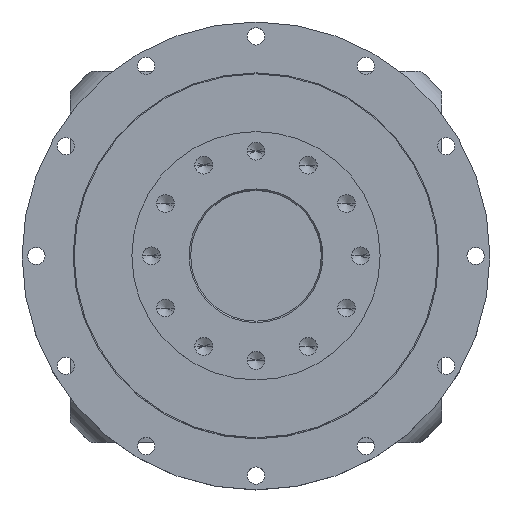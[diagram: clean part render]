
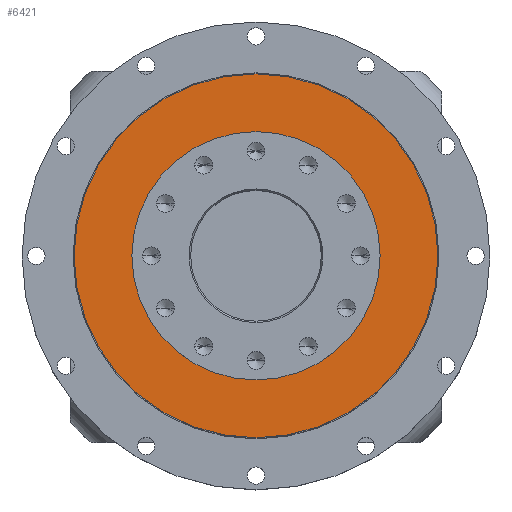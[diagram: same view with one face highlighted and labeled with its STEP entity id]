
A CAD part, top view. The second image highlights one B-rep face of the part: STEP entity #6421.
In plain terms, the highlighted planar face has unit normal (0, 0, 1).
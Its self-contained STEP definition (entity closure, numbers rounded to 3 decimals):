
#62 = AXIS2_PLACEMENT_3D ( 'NONE', #7924, #6155, #883 ) ;
#612 = CIRCLE ( 'NONE', #10048, 69.6 ) ;
#877 = CARTESIAN_POINT ( 'NONE',  ( 69.6, 0., -4. ) ) ;
#883 = DIRECTION ( 'NONE',  ( -1., 0., 0. ) ) ;
#909 = DIRECTION ( 'NONE',  ( 0., 0., 1. ) ) ;
#1276 = ORIENTED_EDGE ( 'NONE', *, *, #4289, .T. ) ;
#1443 = EDGE_LOOP ( 'NONE', ( #10870, #1276 ) ) ;
#1490 = EDGE_CURVE ( 'NONE', #8353, #7971, #612, .T. ) ;
#1768 = CARTESIAN_POINT ( 'NONE',  ( 0., 0., -4. ) ) ;
#2429 = CIRCLE ( 'NONE', #7823, 47.5 ) ;
#2479 = CARTESIAN_POINT ( 'NONE',  ( 0., 0., -4. ) ) ;
#2635 = DIRECTION ( 'NONE',  ( 1., 0., 0. ) ) ;
#2888 = ORIENTED_EDGE ( 'NONE', *, *, #4181, .F. ) ;
#3358 = DIRECTION ( 'NONE',  ( 1., 0., 0. ) ) ;
#4181 = EDGE_CURVE ( 'NONE', #5798, #11176, #10874, .T. ) ;
#4289 = EDGE_CURVE ( 'NONE', #7971, #8353, #6496, .T. ) ;
#4330 = AXIS2_PLACEMENT_3D ( 'NONE', #2479, #8705, #3358 ) ;
#4364 = PLANE ( 'NONE',  #62 ) ;
#4611 = CARTESIAN_POINT ( 'NONE',  ( -69.6, 0., -4. ) ) ;
#5771 = FACE_BOUND ( 'NONE', #9858, .T. ) ;
#5798 = VERTEX_POINT ( 'NONE', #9353 ) ;
#6155 = DIRECTION ( 'NONE',  ( 0., 0., -1. ) ) ;
#6193 = CARTESIAN_POINT ( 'NONE',  ( 0., 0., -4. ) ) ;
#6266 = CARTESIAN_POINT ( 'NONE',  ( 47.5, 0., -4. ) ) ;
#6421 = ADVANCED_FACE ( 'NONE', ( #5771, #10561 ), #4364, .F. ) ;
#6496 = CIRCLE ( 'NONE', #11569, 69.6 ) ;
#7091 = DIRECTION ( 'NONE',  ( 1., 0., 0. ) ) ;
#7539 = CARTESIAN_POINT ( 'NONE',  ( 0., 0., -4. ) ) ;
#7620 = DIRECTION ( 'NONE',  ( 0., 0., 1. ) ) ;
#7660 = DIRECTION ( 'NONE',  ( 1., 0., 0. ) ) ;
#7823 = AXIS2_PLACEMENT_3D ( 'NONE', #1768, #7959, #2635 ) ;
#7924 = CARTESIAN_POINT ( 'NONE',  ( 0., 69.6, -4. ) ) ;
#7959 = DIRECTION ( 'NONE',  ( 0., 0., 1. ) ) ;
#7971 = VERTEX_POINT ( 'NONE', #4611 ) ;
#8344 = EDGE_CURVE ( 'NONE', #11176, #5798, #2429, .T. ) ;
#8353 = VERTEX_POINT ( 'NONE', #877 ) ;
#8705 = DIRECTION ( 'NONE',  ( 0., 0., 1. ) ) ;
#9353 = CARTESIAN_POINT ( 'NONE',  ( -47.5, 0., -4. ) ) ;
#9858 = EDGE_LOOP ( 'NONE', ( #11537, #2888 ) ) ;
#10048 = AXIS2_PLACEMENT_3D ( 'NONE', #7539, #7620, #7660 ) ;
#10561 = FACE_OUTER_BOUND ( 'NONE', #1443, .T. ) ;
#10870 = ORIENTED_EDGE ( 'NONE', *, *, #1490, .T. ) ;
#10874 = CIRCLE ( 'NONE', #4330, 47.5 ) ;
#11176 = VERTEX_POINT ( 'NONE', #6266 ) ;
#11537 = ORIENTED_EDGE ( 'NONE', *, *, #8344, .F. ) ;
#11569 = AXIS2_PLACEMENT_3D ( 'NONE', #6193, #909, #7091 ) ;
